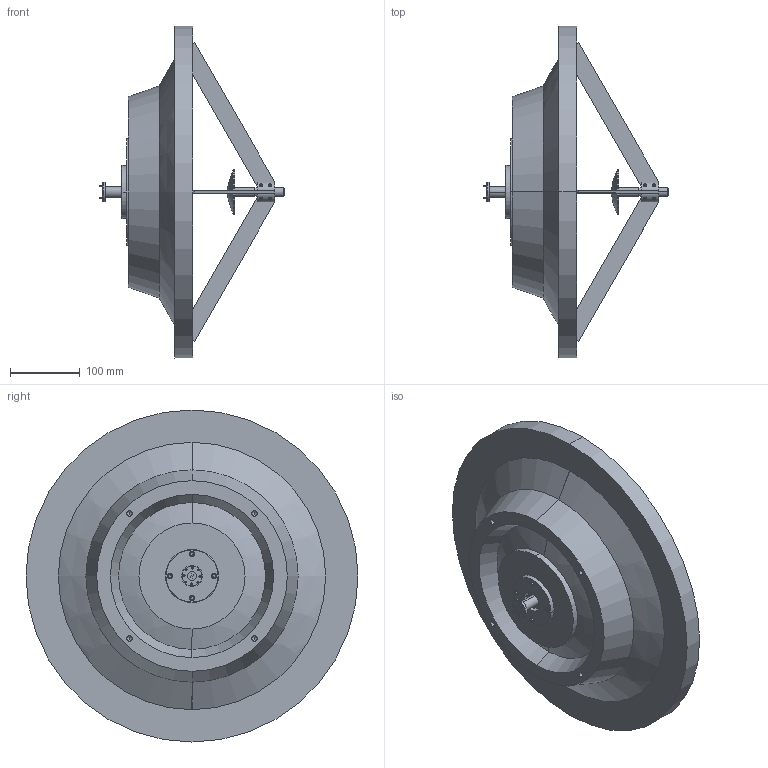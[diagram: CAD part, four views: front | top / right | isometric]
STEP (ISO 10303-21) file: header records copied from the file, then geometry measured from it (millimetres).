
FILE_DESCRIPTION (( 'STEP AP203' ), '1' );
FILE_NAME ('SAY-3734334201-22-S1.STEP', '2019-06-24T23:04:00', ( '' ), ( '' ), 'SwSTEP 2.0', 'SolidWorks 2016', '' );
FILE_SCHEMA (( 'CONFIG_CONTROL_DESIGN' ));
Length unit declared in the file: inch
Products named in the file (1): SAY-3734334201-22-S1
Bounding box: 265.11 x 476.84 x 476.84 mm (x, y, z)
Volume: 2423581.4 mm3; surface area: 602331.8 mm2
Topology: 28 solids, 28 shells, 1016 faces, 2223 edges, 1277 vertices
Faces by surface type: cone 415, cylinder 322, plane 271, bspline 8
Entity records: 31815 total; most frequent: CARTESIAN_POINT 9908, DIRECTION 4660, ORIENTED_EDGE 4346, EDGE_CURVE 2173, AXIS2_PLACEMENT_3D 1879, VERTEX_POINT 1277, EDGE_LOOP 1168, ADVANCED_FACE 1016
